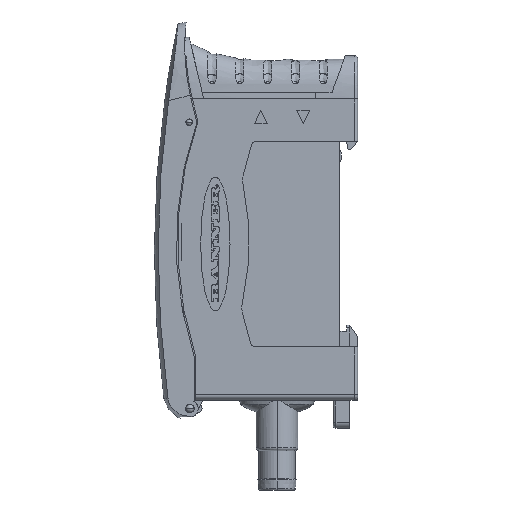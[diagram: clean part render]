
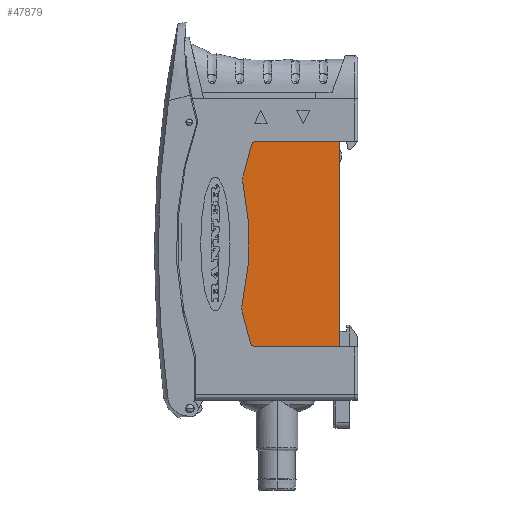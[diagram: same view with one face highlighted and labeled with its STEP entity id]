
A CAD part, left-side view. The second image highlights one B-rep face of the part: STEP entity #47879.
In plain terms, the highlighted planar face has unit normal (-1, 0, 0).
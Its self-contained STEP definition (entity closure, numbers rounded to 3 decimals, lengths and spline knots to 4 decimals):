
#10358=DIRECTION('',(0.,0.,-1.));
#10359=VECTOR('',#10358,1.4567);
#10360=CARTESIAN_POINT('',(-0.189,0.126,
-0.2992));
#10361=LINE('',#10360,#10359);
#13193=DIRECTION('',(0.,-1.,0.));
#13194=VECTOR('',#13193,0.5953);
#13195=CARTESIAN_POINT('',(-0.189,0.7213,
-1.7559));
#13196=LINE('',#13195,#13194);
#13197=CARTESIAN_POINT('',(-0.189,0.7213,
-1.7165));
#13198=DIRECTION('',(-1.,0.,0.));
#13199=DIRECTION('',(0.,0.966,-0.259));
#13200=AXIS2_PLACEMENT_3D('',#13197,#13198,#13199);
#13202=DIRECTION('',(0.,-0.259,-0.966));
#13203=VECTOR('',#13202,0.2235);
#13204=CARTESIAN_POINT('',(-0.189,0.8172,
-1.5109));
#13205=LINE('',#13204,#13203);
#13206=CARTESIAN_POINT('',(-0.189,0.7031,
-1.4803));
#13207=DIRECTION('',(-1.,0.,0.));
#13208=DIRECTION('',(0.,0.975,0.224));
#13209=AXIS2_PLACEMENT_3D('',#13206,#13207,#13208);
#13211=CARTESIAN_POINT('',(-0.189,2.7368,
-1.0136));
#13212=DIRECTION('',(1.,0.,0.));
#13213=DIRECTION('',(0.,-0.978,0.21));
#13214=AXIS2_PLACEMENT_3D('',#13211,#13212,#13213);
#13216=CARTESIAN_POINT('',(-0.189,0.6969,
-0.5748));
#13217=DIRECTION('',(-1.,0.,0.));
#13218=DIRECTION('',(0.,0.966,0.259));
#13219=AXIS2_PLACEMENT_3D('',#13216,#13217,#13218);
#13221=DIRECTION('',(0.,0.259,-0.966));
#13222=VECTOR('',#13221,0.2235);
#13223=CARTESIAN_POINT('',(-0.189,0.7531,
-0.3284));
#13224=LINE('',#13223,#13222);
#13225=CARTESIAN_POINT('',(-0.189,0.7151,
-0.3386));
#13226=DIRECTION('',(-1.,0.,0.));
#13227=DIRECTION('',(0.,0.,1.));
#13228=AXIS2_PLACEMENT_3D('',#13225,#13226,#13227);
#13230=DIRECTION('',(0.,1.,0.));
#13231=VECTOR('',#13230,0.5891);
#13232=CARTESIAN_POINT('',(-0.189,0.126,
-0.2992));
#13233=LINE('',#13232,#13231);
#30155=CARTESIAN_POINT('',(-0.189,0.8109,
-0.5442));
#30156=CARTESIAN_POINT('',(-0.189,0.8123,
-0.5996));
#30157=VERTEX_POINT('',#30155);
#30158=VERTEX_POINT('',#30156);
#30159=CARTESIAN_POINT('',(-0.189,0.8182,
-1.4539));
#30160=VERTEX_POINT('',#30159);
#30161=CARTESIAN_POINT('',(-0.189,0.8172,
-1.5109));
#30162=VERTEX_POINT('',#30161);
#30163=CARTESIAN_POINT('',(-0.189,0.7593,
-1.7267));
#30164=VERTEX_POINT('',#30163);
#30165=CARTESIAN_POINT('',(-0.189,0.7213,
-1.7559));
#30166=VERTEX_POINT('',#30165);
#30167=CARTESIAN_POINT('',(-0.189,0.7151,
-0.2992));
#30168=CARTESIAN_POINT('',(-0.189,0.7531,
-0.3284));
#30169=VERTEX_POINT('',#30167);
#30170=VERTEX_POINT('',#30168);
#30187=CARTESIAN_POINT('',(-0.189,0.126,
-0.2992));
#30188=CARTESIAN_POINT('',(-0.189,0.126,
-1.7559));
#30189=VERTEX_POINT('',#30187);
#30190=VERTEX_POINT('',#30188);
#47855=CARTESIAN_POINT('',(-0.189,0.,0.));
#47856=DIRECTION('',(-1.,0.,0.));
#47857=DIRECTION('',(0.,0.,1.));
#47858=AXIS2_PLACEMENT_3D('',#47855,#47856,#47857);
#47859=PLANE('',#47858);
#47860=ORIENTED_EDGE('',*,*,#45380,.T.);
#47861=ORIENTED_EDGE('',*,*,#45711,.F.);
#47863=ORIENTED_EDGE('',*,*,#47862,.F.);
#47865=ORIENTED_EDGE('',*,*,#47864,.F.);
#47867=ORIENTED_EDGE('',*,*,#47866,.F.);
#47869=ORIENTED_EDGE('',*,*,#47868,.F.);
#47871=ORIENTED_EDGE('',*,*,#47870,.F.);
#47873=ORIENTED_EDGE('',*,*,#47872,.F.);
#47875=ORIENTED_EDGE('',*,*,#47874,.F.);
#47876=ORIENTED_EDGE('',*,*,#47575,.F.);
#47877=EDGE_LOOP('',(#47860,#47861,#47863,#47865,#47867,#47869,#47871,#47873,
#47875,#47876));
#47878=FACE_OUTER_BOUND('',#47877,.F.);
#47879=ADVANCED_FACE('',(#47878),#47859,.T.);
#13201=CIRCLE('',#13200,0.0394);
#13210=CIRCLE('',#13209,0.1181);
#13215=CIRCLE('',#13214,1.9685);
#13220=CIRCLE('',#13219,0.1181);
#13229=CIRCLE('',#13228,0.0394);
#45380=EDGE_CURVE('',#30189,#30190,#10361,.T.);
#45711=EDGE_CURVE('',#30166,#30190,#13196,.T.);
#47575=EDGE_CURVE('',#30189,#30169,#13233,.T.);
#47862=EDGE_CURVE('',#30164,#30166,#13201,.T.);
#47864=EDGE_CURVE('',#30162,#30164,#13205,.T.);
#47866=EDGE_CURVE('',#30160,#30162,#13210,.T.);
#47868=EDGE_CURVE('',#30158,#30160,#13215,.T.);
#47870=EDGE_CURVE('',#30157,#30158,#13220,.T.);
#47872=EDGE_CURVE('',#30170,#30157,#13224,.T.);
#47874=EDGE_CURVE('',#30169,#30170,#13229,.T.);
